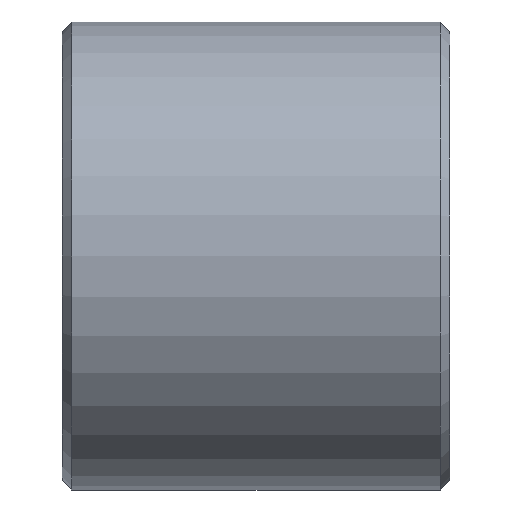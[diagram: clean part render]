
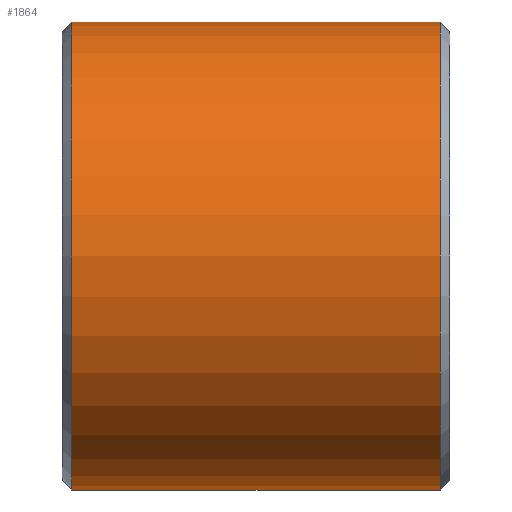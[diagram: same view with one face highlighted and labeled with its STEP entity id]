
A CAD part, left-side view. The second image highlights one B-rep face of the part: STEP entity #1864.
In plain terms, the highlighted cylindrical face has radius 7.85 mm (diameter 15.7 mm), a partial arc.
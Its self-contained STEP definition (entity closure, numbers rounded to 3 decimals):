
#62 = VERTEX_POINT ( 'NONE', #2393 ) ;
#103 = ORIENTED_EDGE ( 'NONE', *, *, #2081, .F. ) ;
#143 = DIRECTION ( 'NONE',  ( 0., 1., 0. ) ) ;
#152 = EDGE_CURVE ( 'NONE', #62, #376, #1222, .T. ) ;
#306 = DIRECTION ( 'NONE',  ( 0., 1., 0. ) ) ;
#376 = VERTEX_POINT ( 'NONE', #1064 ) ;
#381 = LINE ( 'NONE', #1135, #2311 ) ;
#484 = DIRECTION ( 'NONE',  ( 0., 0., 1. ) ) ;
#567 = CYLINDRICAL_SURFACE ( 'NONE', #995, 7.85 ) ;
#731 = CARTESIAN_POINT ( 'NONE',  ( 0., 6.177, 0. ) ) ;
#742 = DIRECTION ( 'NONE',  ( 0., 0., 1. ) ) ;
#801 = DIRECTION ( 'NONE',  ( 0., 1., 0. ) ) ;
#993 = VECTOR ( 'NONE', #143, 1000. ) ;
#995 = AXIS2_PLACEMENT_3D ( 'NONE', #2352, #801, #2321 ) ;
#1011 = CARTESIAN_POINT ( 'NONE',  ( 0., 6.177, 7.85 ) ) ;
#1064 = CARTESIAN_POINT ( 'NONE',  ( 0., -6.177, 7.85 ) ) ;
#1135 = CARTESIAN_POINT ( 'NONE',  ( 0., -6.5, -7.85 ) ) ;
#1222 = CIRCLE ( 'NONE', #1531, 7.85 ) ;
#1285 = EDGE_LOOP ( 'NONE', ( #103, #2090, #2291, #2427 ) ) ;
#1426 = CARTESIAN_POINT ( 'NONE',  ( 0., -6.177, 0. ) ) ;
#1513 = DIRECTION ( 'NONE',  ( 0., 1., 0. ) ) ;
#1531 = AXIS2_PLACEMENT_3D ( 'NONE', #1426, #306, #484 ) ;
#1667 = CIRCLE ( 'NONE', #2199, 7.85 ) ;
#1677 = FACE_OUTER_BOUND ( 'NONE', #1285, .T. ) ;
#1686 = VERTEX_POINT ( 'NONE', #2403 ) ;
#1719 = EDGE_CURVE ( 'NONE', #376, #1943, #1832, .T. ) ;
#1832 = LINE ( 'NONE', #2203, #993 ) ;
#1855 = DIRECTION ( 'NONE',  ( 0., -1., 0. ) ) ;
#1864 = ADVANCED_FACE ( 'NONE', ( #1677 ), #567, .T. ) ;
#1943 = VERTEX_POINT ( 'NONE', #1011 ) ;
#2081 = EDGE_CURVE ( 'NONE', #62, #1686, #381, .T. ) ;
#2090 = ORIENTED_EDGE ( 'NONE', *, *, #152, .T. ) ;
#2199 = AXIS2_PLACEMENT_3D ( 'NONE', #731, #1855, #742 ) ;
#2203 = CARTESIAN_POINT ( 'NONE',  ( 0., -6.5, 7.85 ) ) ;
#2291 = ORIENTED_EDGE ( 'NONE', *, *, #1719, .T. ) ;
#2311 = VECTOR ( 'NONE', #1513, 1000. ) ;
#2321 = DIRECTION ( 'NONE',  ( 0., 0., 1. ) ) ;
#2352 = CARTESIAN_POINT ( 'NONE',  ( 0., -6.5, 0. ) ) ;
#2393 = CARTESIAN_POINT ( 'NONE',  ( 0., -6.177, -7.85 ) ) ;
#2403 = CARTESIAN_POINT ( 'NONE',  ( 0., 6.177, -7.85 ) ) ;
#2407 = EDGE_CURVE ( 'NONE', #1943, #1686, #1667, .T. ) ;
#2427 = ORIENTED_EDGE ( 'NONE', *, *, #2407, .T. ) ;
